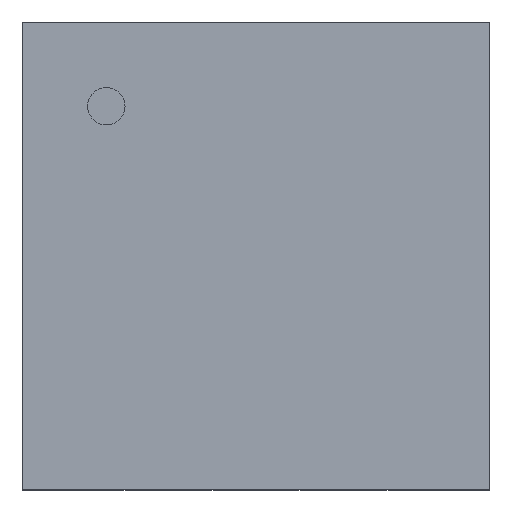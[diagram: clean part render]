
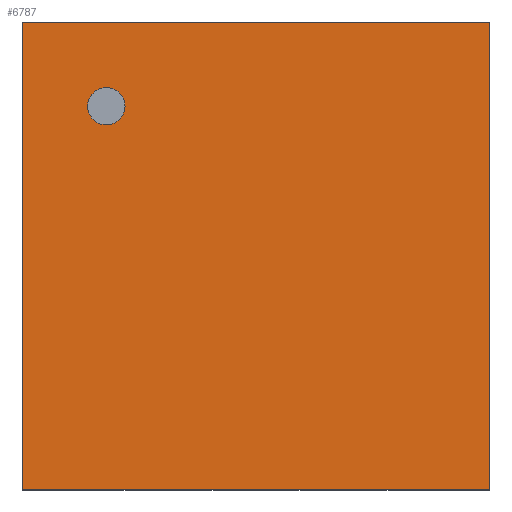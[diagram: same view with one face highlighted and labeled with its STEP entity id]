
A CAD part, top view. The second image highlights one B-rep face of the part: STEP entity #6787.
In plain terms, the highlighted planar face has unit normal (0, 0, 1).
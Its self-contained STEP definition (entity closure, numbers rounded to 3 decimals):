
#18 = VERTEX_POINT ( 'NONE', #6959 ) ;
#248 = VERTEX_POINT ( 'NONE', #1214 ) ;
#434 = ORIENTED_EDGE ( 'NONE', *, *, #4750, .F. ) ;
#543 = EDGE_CURVE ( 'NONE', #18, #248, #4379, .T. ) ;
#925 = ORIENTED_EDGE ( 'NONE', *, *, #5295, .F. ) ;
#977 = CIRCLE ( 'NONE', #3628, 0.1 ) ;
#1198 = CARTESIAN_POINT ( 'NONE',  ( 1.25, 1.25, 0.5 ) ) ;
#1214 = CARTESIAN_POINT ( 'NONE',  ( -1.25, 1.25, 0.5 ) ) ;
#1663 = EDGE_CURVE ( 'NONE', #7340, #4767, #977, .T. ) ;
#2050 = DIRECTION ( 'NONE',  ( 0., 1., 0. ) ) ;
#2101 = VECTOR ( 'NONE', #9393, 1000. ) ;
#2114 = VERTEX_POINT ( 'NONE', #9301 ) ;
#2266 = AXIS2_PLACEMENT_3D ( 'NONE', #9023, #9123, #6022 ) ;
#2399 = LINE ( 'NONE', #2495, #4924 ) ;
#2495 = CARTESIAN_POINT ( 'NONE',  ( -1.25, -1.25, 0.5 ) ) ;
#2514 = ORIENTED_EDGE ( 'NONE', *, *, #543, .F. ) ;
#2888 = FACE_OUTER_BOUND ( 'NONE', #7625, .T. ) ;
#3351 = AXIS2_PLACEMENT_3D ( 'NONE', #8127, #4932, #5892 ) ;
#3581 = DIRECTION ( 'NONE',  ( 1., 0., 0. ) ) ;
#3628 = AXIS2_PLACEMENT_3D ( 'NONE', #8074, #4305, #3581 ) ;
#3896 = DIRECTION ( 'NONE',  ( -1., 0., 0. ) ) ;
#4285 = CARTESIAN_POINT ( 'NONE',  ( -1.25, -1.25, 0.5 ) ) ;
#4305 = DIRECTION ( 'NONE',  ( 0., 0., 1. ) ) ;
#4379 = LINE ( 'NONE', #4285, #9335 ) ;
#4568 = VERTEX_POINT ( 'NONE', #1198 ) ;
#4750 = EDGE_CURVE ( 'NONE', #248, #4568, #5202, .T. ) ;
#4767 = VERTEX_POINT ( 'NONE', #6809 ) ;
#4924 = VECTOR ( 'NONE', #3896, 1000. ) ;
#4932 = DIRECTION ( 'NONE',  ( 0., 0., 1. ) ) ;
#5202 = LINE ( 'NONE', #9130, #7121 ) ;
#5295 = EDGE_CURVE ( 'NONE', #2114, #18, #2399, .T. ) ;
#5311 = CARTESIAN_POINT ( 'NONE',  ( -0.9, 0.8, 0.5 ) ) ;
#5892 = DIRECTION ( 'NONE',  ( 1., 0., 0. ) ) ;
#5917 = FACE_BOUND ( 'NONE', #6871, .T. ) ;
#6022 = DIRECTION ( 'NONE',  ( -1., 0., 0. ) ) ;
#6787 = ADVANCED_FACE ( 'NONE', ( #5917, #2888 ), #6941, .F. ) ;
#6809 = CARTESIAN_POINT ( 'NONE',  ( -0.7, 0.8, 0.5 ) ) ;
#6871 = EDGE_LOOP ( 'NONE', ( #9568, #7052 ) ) ;
#6941 = PLANE ( 'NONE',  #2266 ) ;
#6959 = CARTESIAN_POINT ( 'NONE',  ( -1.25, -1.25, 0.5 ) ) ;
#7052 = ORIENTED_EDGE ( 'NONE', *, *, #1663, .F. ) ;
#7121 = VECTOR ( 'NONE', #7395, 1000. ) ;
#7174 = LINE ( 'NONE', #7823, #2101 ) ;
#7223 = EDGE_CURVE ( 'NONE', #4767, #7340, #9453, .T. ) ;
#7340 = VERTEX_POINT ( 'NONE', #5311 ) ;
#7395 = DIRECTION ( 'NONE',  ( 1., 0., 0. ) ) ;
#7404 = ORIENTED_EDGE ( 'NONE', *, *, #7745, .F. ) ;
#7625 = EDGE_LOOP ( 'NONE', ( #434, #2514, #925, #7404 ) ) ;
#7745 = EDGE_CURVE ( 'NONE', #4568, #2114, #7174, .T. ) ;
#7823 = CARTESIAN_POINT ( 'NONE',  ( 1.25, -1.25, 0.5 ) ) ;
#8074 = CARTESIAN_POINT ( 'NONE',  ( -0.8, 0.8, 0.5 ) ) ;
#8127 = CARTESIAN_POINT ( 'NONE',  ( -0.8, 0.8, 0.5 ) ) ;
#9023 = CARTESIAN_POINT ( 'NONE',  ( -1.25, -1.25, 0.5 ) ) ;
#9123 = DIRECTION ( 'NONE',  ( 0., 0., -1. ) ) ;
#9130 = CARTESIAN_POINT ( 'NONE',  ( -1.25, 1.25, 0.5 ) ) ;
#9301 = CARTESIAN_POINT ( 'NONE',  ( 1.25, -1.25, 0.5 ) ) ;
#9335 = VECTOR ( 'NONE', #2050, 1000. ) ;
#9393 = DIRECTION ( 'NONE',  ( 0., -1., 0. ) ) ;
#9453 = CIRCLE ( 'NONE', #3351, 0.1 ) ;
#9568 = ORIENTED_EDGE ( 'NONE', *, *, #7223, .F. ) ;
